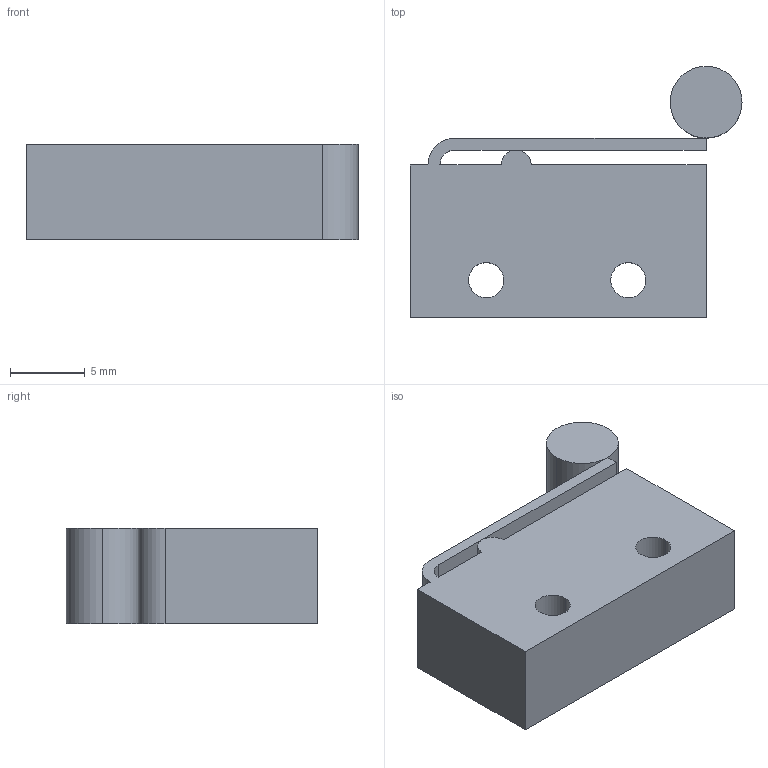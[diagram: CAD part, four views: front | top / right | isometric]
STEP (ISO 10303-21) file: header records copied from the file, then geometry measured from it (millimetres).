
FILE_DESCRIPTION (( 'STEP AP214' ), '1' );
FILE_NAME ('Omron SS-5GL2.STEP', '2021-07-28T14:18:00', ( '' ), ( '' ), 'SwSTEP 2.0', 'SolidWorks 2019', '' );
FILE_SCHEMA (( 'AUTOMOTIVE_DESIGN' ));
Length unit declared in the file: millimetre
Products named in the file (1): Omron SS-5GL2
Bounding box: 22.2 x 16.8 x 6.4 mm (x, y, z)
Surface area: 1281.8 mm2 (no closed solid volume)
Topology: 0 solids, 2 shells, 24 faces, 62 edges, 38 vertices
Faces by surface type: plane 14, cylinder 10
Entity records: 1041 total; most frequent: DIRECTION 132, CARTESIAN_POINT 127, ORIENTED_EDGE 120, EDGE_CURVE 62, AXIS2_PLACEMENT_3D 45, VECTOR 42, LINE 42, VERTEX_POINT 40
